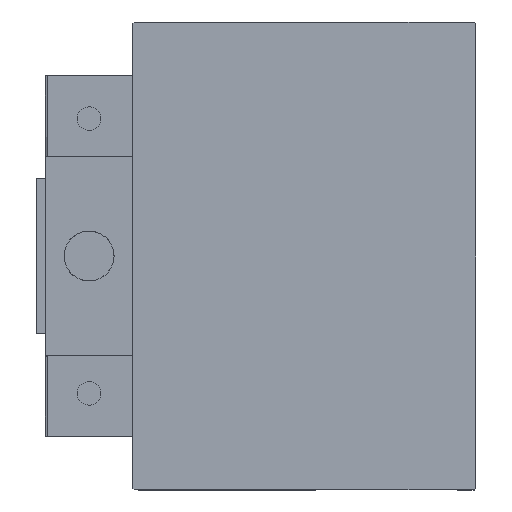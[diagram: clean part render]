
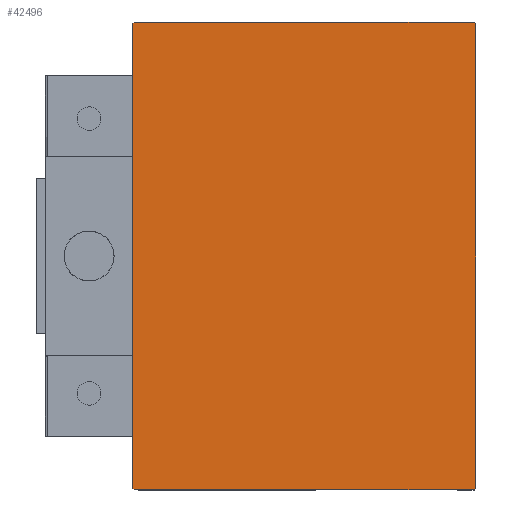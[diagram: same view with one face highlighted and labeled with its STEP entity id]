
A CAD part, left-side view. The second image highlights one B-rep face of the part: STEP entity #42496.
In plain terms, the highlighted face is planar.
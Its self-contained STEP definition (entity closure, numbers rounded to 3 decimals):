
#1093 = LINE ( 'NONE', #32711, #47587 ) ;
#3044 = ORIENTED_EDGE ( 'NONE', *, *, #28946, .T. ) ;
#3754 = LINE ( 'NONE', #48193, #38587 ) ;
#4269 = CARTESIAN_POINT ( 'NONE',  ( 105., 27.2, -37.5 ) ) ;
#5359 = EDGE_CURVE ( 'NONE', #27373, #28356, #36005, .T. ) ;
#5444 = VERTEX_POINT ( 'NONE', #12731 ) ;
#5512 = DIRECTION ( 'NONE',  ( 0., 0.707, -0.707 ) ) ;
#6717 = PLANE ( 'NONE',  #29727 ) ;
#7049 = VECTOR ( 'NONE', #35425, 1000. ) ;
#7296 = CARTESIAN_POINT ( 'NONE',  ( 105., -27.5, 37.5 ) ) ;
#7728 = LINE ( 'NONE', #27320, #7049 ) ;
#8754 = EDGE_CURVE ( 'NONE', #45418, #5444, #1093, .T. ) ;
#8786 = EDGE_CURVE ( 'NONE', #11010, #47778, #25370, .T. ) ;
#9891 = VECTOR ( 'NONE', #12217, 1000. ) ;
#10332 = VECTOR ( 'NONE', #39183, 1000. ) ;
#11010 = VERTEX_POINT ( 'NONE', #29202 ) ;
#12117 = DIRECTION ( 'NONE',  ( 0., 1., 0. ) ) ;
#12217 = DIRECTION ( 'NONE',  ( 0., -0.707, -0.707 ) ) ;
#12483 = CARTESIAN_POINT ( 'NONE',  ( 105., -32.35, 32.35 ) ) ;
#12731 = CARTESIAN_POINT ( 'NONE',  ( 105., 27.5, -37.2 ) ) ;
#13897 = CARTESIAN_POINT ( 'NONE',  ( 105., -27.5, 37.2 ) ) ;
#14635 = LINE ( 'NONE', #50731, #24789 ) ;
#15581 = EDGE_CURVE ( 'NONE', #21272, #27373, #14635, .T. ) ;
#15972 = CARTESIAN_POINT ( 'NONE',  ( 105., 32.35, 32.35 ) ) ;
#16777 = DIRECTION ( 'NONE',  ( 0., 0.707, 0.707 ) ) ;
#18741 = CARTESIAN_POINT ( 'NONE',  ( 105., 0., 0. ) ) ;
#19057 = LINE ( 'NONE', #7296, #10332 ) ;
#20446 = EDGE_LOOP ( 'NONE', ( #3044, #23971, #51659, #43365, #32639, #41949, #39483, #22222 ) ) ;
#21272 = VERTEX_POINT ( 'NONE', #21874 ) ;
#21874 = CARTESIAN_POINT ( 'NONE',  ( 105., 27.2, 37.5 ) ) ;
#22217 = EDGE_CURVE ( 'NONE', #40195, #21272, #28745, .T. ) ;
#22222 = ORIENTED_EDGE ( 'NONE', *, *, #8786, .T. ) ;
#23971 = ORIENTED_EDGE ( 'NONE', *, *, #8754, .T. ) ;
#24789 = VECTOR ( 'NONE', #35032, 1000. ) ;
#25370 = LINE ( 'NONE', #41337, #37573 ) ;
#25590 = CARTESIAN_POINT ( 'NONE',  ( 105., -27.2, 37.5 ) ) ;
#27028 = CARTESIAN_POINT ( 'NONE',  ( 105., -27.2, -37.5 ) ) ;
#27320 = CARTESIAN_POINT ( 'NONE',  ( 105., 27.5, -37.5 ) ) ;
#27373 = VERTEX_POINT ( 'NONE', #25590 ) ;
#27535 = VECTOR ( 'NONE', #31899, 1000. ) ;
#28356 = VERTEX_POINT ( 'NONE', #13897 ) ;
#28745 = LINE ( 'NONE', #15972, #27535 ) ;
#28946 = EDGE_CURVE ( 'NONE', #47778, #45418, #3754, .T. ) ;
#29202 = CARTESIAN_POINT ( 'NONE',  ( 105., -27.5, -37.2 ) ) ;
#29727 = AXIS2_PLACEMENT_3D ( 'NONE', #18741, #38601, #43068 ) ;
#31899 = DIRECTION ( 'NONE',  ( 0., -0.707, 0.707 ) ) ;
#32639 = ORIENTED_EDGE ( 'NONE', *, *, #15581, .T. ) ;
#32711 = CARTESIAN_POINT ( 'NONE',  ( 105., 32.35, -32.35 ) ) ;
#34263 = EDGE_CURVE ( 'NONE', #5444, #40195, #7728, .T. ) ;
#35032 = DIRECTION ( 'NONE',  ( 0., -1., 0. ) ) ;
#35251 = EDGE_CURVE ( 'NONE', #28356, #11010, #19057, .T. ) ;
#35425 = DIRECTION ( 'NONE',  ( 0., 0., 1. ) ) ;
#36005 = LINE ( 'NONE', #12483, #9891 ) ;
#37203 = CARTESIAN_POINT ( 'NONE',  ( 105., 27.5, 37.2 ) ) ;
#37573 = VECTOR ( 'NONE', #5512, 1000. ) ;
#38587 = VECTOR ( 'NONE', #12117, 1000. ) ;
#38601 = DIRECTION ( 'NONE',  ( 1., 0., 0. ) ) ;
#39183 = DIRECTION ( 'NONE',  ( 0., 0., -1. ) ) ;
#39483 = ORIENTED_EDGE ( 'NONE', *, *, #35251, .T. ) ;
#40195 = VERTEX_POINT ( 'NONE', #37203 ) ;
#41337 = CARTESIAN_POINT ( 'NONE',  ( 105., -32.35, -32.35 ) ) ;
#41949 = ORIENTED_EDGE ( 'NONE', *, *, #5359, .T. ) ;
#42496 = ADVANCED_FACE ( 'NONE', ( #42554 ), #6717, .T. ) ;
#42554 = FACE_OUTER_BOUND ( 'NONE', #20446, .T. ) ;
#43068 = DIRECTION ( 'NONE',  ( 0., 0., -1. ) ) ;
#43365 = ORIENTED_EDGE ( 'NONE', *, *, #22217, .T. ) ;
#45418 = VERTEX_POINT ( 'NONE', #4269 ) ;
#47587 = VECTOR ( 'NONE', #16777, 1000. ) ;
#47778 = VERTEX_POINT ( 'NONE', #27028 ) ;
#48193 = CARTESIAN_POINT ( 'NONE',  ( 105., -27.5, -37.5 ) ) ;
#50731 = CARTESIAN_POINT ( 'NONE',  ( 105., 27.5, 37.5 ) ) ;
#51659 = ORIENTED_EDGE ( 'NONE', *, *, #34263, .T. ) ;
